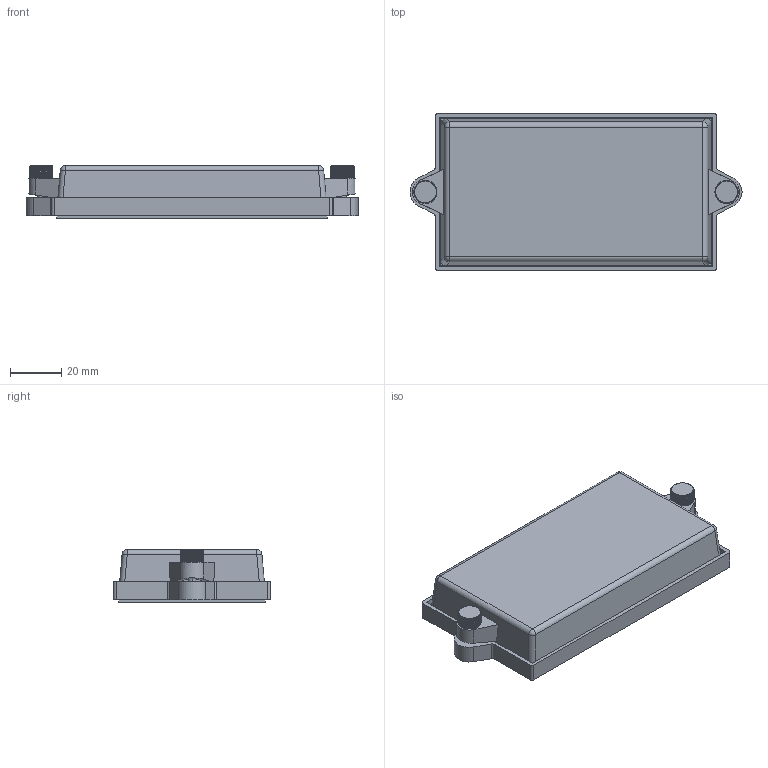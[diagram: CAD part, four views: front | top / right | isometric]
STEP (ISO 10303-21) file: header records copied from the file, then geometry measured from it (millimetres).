
FILE_DESCRIPTION (( 'STEP AP203' ), '1' );
FILE_NAME ('int_meter_cover.STEP', '2020-04-21T16:24:55', ( '' ), ( '' ), 'SwSTEP 2.0', 'SolidWorks 2020', '' );
FILE_SCHEMA (( 'CONFIG_CONTROL_DESIGN' ));
Length unit declared in the file: millimetre
Products named in the file (4): int_meter_cover; screw; Cover lid; Cover
Assembly tree (4 placements, depth 2):
  int_meter_cover
    Cover
    Cover lid
    screw  x2
Bounding box: 128.98 x 61 x 20.5 mm (x, y, z)
Volume: 35408.7 mm3; surface area: 40818 mm2
Topology: 6 solids, 6 shells, 595 faces, 1331 edges, 754 vertices
Faces by surface type: plane 264, cone 196, cylinder 131, sphere 4
Entity records: 10203 total; most frequent: CARTESIAN_POINT 2208, ORIENTED_EDGE 1586, DIRECTION 1555, EDGE_CURVE 793, AXIS2_PLACEMENT_3D 607, VERTEX_POINT 460, EDGE_LOOP 367, FACE_OUTER_BOUND 348
